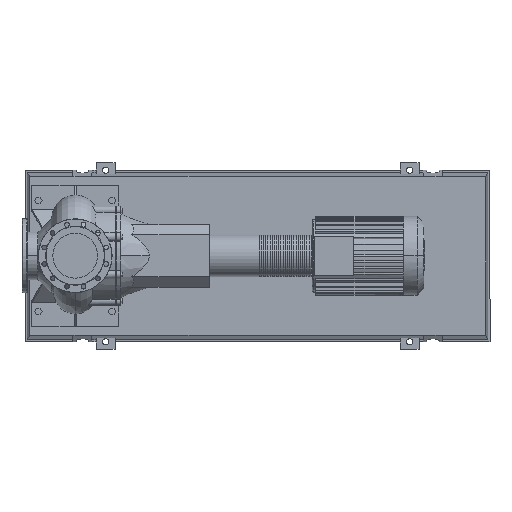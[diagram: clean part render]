
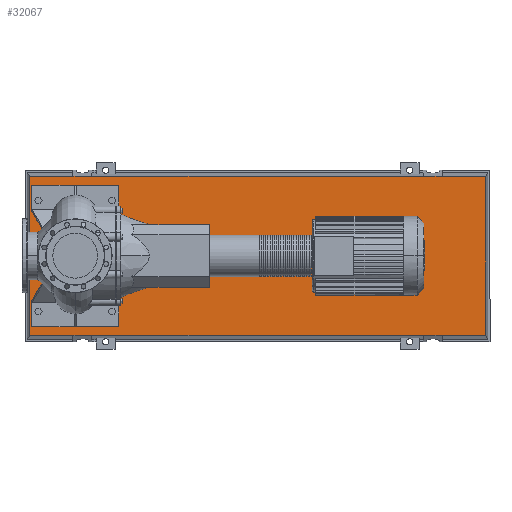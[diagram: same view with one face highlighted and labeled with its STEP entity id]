
A CAD part, top view. The second image highlights one B-rep face of the part: STEP entity #32067.
In plain terms, the highlighted free-form (B-spline) face has degree [1, 1] with [2, 2] control points.
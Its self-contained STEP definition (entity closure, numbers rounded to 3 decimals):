
#29468=CARTESIAN_POINT('',(1603.5,366.0,123.0));
#29469=VERTEX_POINT('',#29468);
#29476=CARTESIAN_POINT('',(1690.5,366.0,123.0));
#29477=VERTEX_POINT('',#29476);
#29478=CARTESIAN_POINT('',(1603.5,366.0,123.0));
#29479=DIRECTION('',(1.0,0.0,0.0));
#29480=VECTOR('',#29479,87.0);
#29481=LINE('',#29478,#29480);
#29482=EDGE_CURVE('',#29469,#29477,#29481,.T.);
#29934=CARTESIAN_POINT('',(76.5,366.0,123.0));
#29935=VERTEX_POINT('',#29934);
#29942=CARTESIAN_POINT('',(76.5,366.0,123.0));
#29943=DIRECTION('',(1.0,0.0,0.0));
#29944=VECTOR('',#29943,1527.0);
#29945=LINE('',#29942,#29944);
#29946=EDGE_CURVE('',#29935,#29469,#29945,.T.);
#30294=CARTESIAN_POINT('',(-10.5,366.0,123.0));
#30295=VERTEX_POINT('',#30294);
#30302=CARTESIAN_POINT('',(-10.5,366.0,123.0));
#30303=DIRECTION('',(1.0,0.0,0.0));
#30304=VECTOR('',#30303,87.);
#30305=LINE('',#30302,#30304);
#30306=EDGE_CURVE('',#30295,#29935,#30305,.T.);
#30365=CARTESIAN_POINT('',(1890.0,366.0,123.0));
#30366=VERTEX_POINT('',#30365);
#30367=CARTESIAN_POINT('',(1690.5,366.0,123.0));
#30368=DIRECTION('',(1.0,0.0,0.0));
#30369=VECTOR('',#30368,199.5);
#30370=LINE('',#30367,#30369);
#30371=EDGE_CURVE('',#29477,#30366,#30370,.T.);
#30397=CARTESIAN_POINT('',(-210.,366.0,123.0));
#30398=VERTEX_POINT('',#30397);
#30405=CARTESIAN_POINT('',(-210.,366.0,123.0));
#30406=DIRECTION('',(1.0,0.0,0.0));
#30407=VECTOR('',#30406,199.5);
#30408=LINE('',#30405,#30407);
#30409=EDGE_CURVE('',#30398,#30295,#30408,.T.);
#30642=CARTESIAN_POINT('',(1690.5,-366.0,123.0));
#30643=VERTEX_POINT('',#30642);
#30650=CARTESIAN_POINT('',(1603.5,-366.0,123.0));
#30651=VERTEX_POINT('',#30650);
#30652=CARTESIAN_POINT('',(1603.5,-366.0,123.0));
#30653=DIRECTION('',(1.0,0.0,0.0));
#30654=VECTOR('',#30653,87.0);
#30655=LINE('',#30652,#30654);
#30656=EDGE_CURVE('',#30651,#30643,#30655,.T.);
#30876=CARTESIAN_POINT('',(1890.0,-366.0,123.0));
#30877=VERTEX_POINT('',#30876);
#30884=CARTESIAN_POINT('',(1690.5,-366.0,123.0));
#30885=DIRECTION('',(1.0,0.0,0.0));
#30886=VECTOR('',#30885,199.5);
#30887=LINE('',#30884,#30886);
#30888=EDGE_CURVE('',#30643,#30877,#30887,.T.);
#31005=CARTESIAN_POINT('',(76.5,-366.0,123.0));
#31006=VERTEX_POINT('',#31005);
#31013=CARTESIAN_POINT('',(-10.5,-366.0,123.0));
#31014=VERTEX_POINT('',#31013);
#31015=CARTESIAN_POINT('',(-10.5,-366.0,123.0));
#31016=DIRECTION('',(1.0,0.0,0.0));
#31017=VECTOR('',#31016,87.);
#31018=LINE('',#31015,#31017);
#31019=EDGE_CURVE('',#31014,#31006,#31018,.T.);
#31130=CARTESIAN_POINT('',(-210.,-366.0,123.0));
#31131=VERTEX_POINT('',#31130);
#31132=CARTESIAN_POINT('',(-210.,-366.0,123.0));
#31133=DIRECTION('',(1.0,0.0,0.0));
#31134=VECTOR('',#31133,199.5);
#31135=LINE('',#31132,#31134);
#31136=EDGE_CURVE('',#31131,#31014,#31135,.T.);
#31154=CARTESIAN_POINT('',(76.5,-366.0,123.0));
#31155=DIRECTION('',(1.0,0.0,0.0));
#31156=VECTOR('',#31155,1527.0);
#31157=LINE('',#31154,#31156);
#31158=EDGE_CURVE('',#31006,#30651,#31157,.T.);
#32038=CARTESIAN_POINT('',(-210.0,-366.0,123.));
#32039=CARTESIAN_POINT('',(1890.0,-366.0,123.));
#32040=CARTESIAN_POINT('',(-210.0,366.0,123.));
#32041=CARTESIAN_POINT('',(1890.0,366.0,123.));
#32042=B_SPLINE_SURFACE_WITH_KNOTS('',1,1,((#32038,#32040),(#32039,#32041)),.UNSPECIFIED.,.F.,.F.,.U.,(2,2),(2,2),(0.0,2100.0),(0.0,732.0),.UNSPECIFIED.);
#32043=CARTESIAN_POINT('',(1890.0,366.0,123.0));
#32044=DIRECTION('',(0.0,-1.0,0.0));
#32045=VECTOR('',#32044,732.0);
#32046=LINE('',#32043,#32045);
#32047=EDGE_CURVE('',#30366,#30877,#32046,.T.);
#32048=ORIENTED_EDGE('',*,*,#32047,.F.);
#32049=ORIENTED_EDGE('',*,*,#30371,.F.);
#32050=ORIENTED_EDGE('',*,*,#29482,.F.);
#32051=ORIENTED_EDGE('',*,*,#29946,.F.);
#32052=ORIENTED_EDGE('',*,*,#30306,.F.);
#32053=ORIENTED_EDGE('',*,*,#30409,.F.);
#32054=CARTESIAN_POINT('',(-210.,366.0,123.0));
#32055=DIRECTION('',(0.0,-1.0,0.0));
#32056=VECTOR('',#32055,732.0);
#32057=LINE('',#32054,#32056);
#32058=EDGE_CURVE('',#30398,#31131,#32057,.T.);
#32059=ORIENTED_EDGE('',*,*,#32058,.T.);
#32060=ORIENTED_EDGE('',*,*,#31136,.T.);
#32061=ORIENTED_EDGE('',*,*,#31019,.T.);
#32062=ORIENTED_EDGE('',*,*,#31158,.T.);
#32063=ORIENTED_EDGE('',*,*,#30656,.T.);
#32064=ORIENTED_EDGE('',*,*,#30888,.T.);
#32065=EDGE_LOOP('',(#32048,#32049,#32050,#32051,#32052,#32053,#32059,#32060,#32061,#32062,#32063,#32064));
#32066=FACE_OUTER_BOUND('',#32065,.T.);
#32067=ADVANCED_FACE('',(#32066),#32042,.T.);
